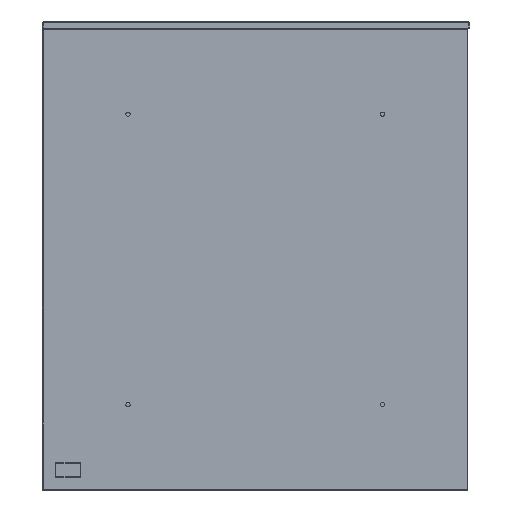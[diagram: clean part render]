
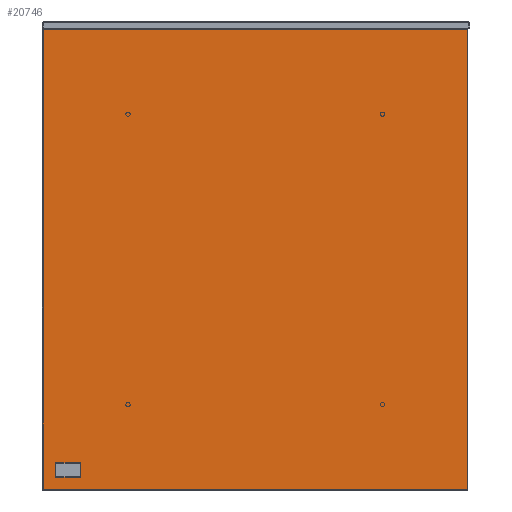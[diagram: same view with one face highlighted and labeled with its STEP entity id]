
A CAD part, left-side view. The second image highlights one B-rep face of the part: STEP entity #20746.
In plain terms, the highlighted planar face has unit normal (-1, 0, 0).
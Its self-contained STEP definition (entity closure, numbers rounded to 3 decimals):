
#20484=CARTESIAN_POINT('',(-4750.693,10231.25,-596.869));
#20485=VERTEX_POINT('',#20484);
#20486=CARTESIAN_POINT('',(-4750.693,10231.25,-59.131));
#20487=VERTEX_POINT('',#20486);
#20488=CARTESIAN_POINT('',(-4750.693,10231.25,-596.869));
#20489=DIRECTION('',(0.0,0.0,1.0));
#20490=VECTOR('',#20489,537.737);
#20491=LINE('',#20488,#20490);
#20492=EDGE_CURVE('',#20485,#20487,#20491,.T.);
#20515=CARTESIAN_POINT('',(-4750.693,10230.919,-58.8));
#20516=VERTEX_POINT('',#20515);
#20517=CARTESIAN_POINT('',(-4750.693,10231.25,-59.131));
#20518=DIRECTION('',(0.0,-0.707,0.707));
#20519=VECTOR('',#20518,0.469);
#20520=LINE('',#20517,#20519);
#20521=EDGE_CURVE('',#20487,#20516,#20520,.T.);
#20539=CARTESIAN_POINT('',(-4750.693,9735.181,-58.8));
#20540=VERTEX_POINT('',#20539);
#20541=CARTESIAN_POINT('',(-4750.693,10230.919,-58.8));
#20542=DIRECTION('',(0.0,-1.0,0.0));
#20543=VECTOR('',#20542,495.737);
#20544=LINE('',#20541,#20543);
#20545=EDGE_CURVE('',#20516,#20540,#20544,.T.);
#20572=CARTESIAN_POINT('',(-4750.693,9734.85,-59.131));
#20573=VERTEX_POINT('',#20572);
#20574=CARTESIAN_POINT('',(-4750.693,9735.181,-58.8));
#20575=DIRECTION('',(0.0,-0.707,-0.707));
#20576=VECTOR('',#20575,0.469);
#20577=LINE('',#20574,#20576);
#20578=EDGE_CURVE('',#20540,#20573,#20577,.T.);
#20603=CARTESIAN_POINT('',(-4750.693,9734.85,-596.869));
#20604=VERTEX_POINT('',#20603);
#20605=CARTESIAN_POINT('',(-4750.693,9734.85,-59.131));
#20606=DIRECTION('',(0.0,0.0,-1.0));
#20607=VECTOR('',#20606,537.737);
#20608=LINE('',#20605,#20607);
#20609=EDGE_CURVE('',#20573,#20604,#20608,.T.);
#20634=CARTESIAN_POINT('',(-4750.693,9735.181,-597.2));
#20635=VERTEX_POINT('',#20634);
#20636=CARTESIAN_POINT('',(-4750.693,9734.85,-596.869));
#20637=DIRECTION('',(0.0,0.707,-0.707));
#20638=VECTOR('',#20637,0.469);
#20639=LINE('',#20636,#20638);
#20640=EDGE_CURVE('',#20604,#20635,#20639,.T.);
#20663=CARTESIAN_POINT('',(-4750.693,10230.919,-597.2));
#20664=VERTEX_POINT('',#20663);
#20665=CARTESIAN_POINT('',(-4750.693,9735.181,-597.2));
#20666=DIRECTION('',(0.0,1.0,0.0));
#20667=VECTOR('',#20666,495.737);
#20668=LINE('',#20665,#20667);
#20669=EDGE_CURVE('',#20635,#20664,#20668,.T.);
#20687=CARTESIAN_POINT('',(-4750.693,10230.919,-597.2));
#20688=DIRECTION('',(0.0,0.707,0.707));
#20689=VECTOR('',#20688,0.469);
#20690=LINE('',#20687,#20689);
#20691=EDGE_CURVE('',#20664,#20485,#20690,.T.);
#20731=CARTESIAN_POINT('',(-4750.693,9983.05,-597.201));
#20732=DIRECTION('',(-1.0,0.0,0.0));
#20733=DIRECTION('',(0.0,0.0,1.0));
#20734=AXIS2_PLACEMENT_3D('',#20731,#20732,#20733);
#20735=PLANE('',#20734);
#20736=ORIENTED_EDGE('',*,*,#20492,.F.);
#20737=ORIENTED_EDGE('',*,*,#20691,.F.);
#20738=ORIENTED_EDGE('',*,*,#20669,.F.);
#20739=ORIENTED_EDGE('',*,*,#20640,.F.);
#20740=ORIENTED_EDGE('',*,*,#20609,.F.);
#20741=ORIENTED_EDGE('',*,*,#20578,.F.);
#20742=ORIENTED_EDGE('',*,*,#20545,.F.);
#20743=ORIENTED_EDGE('',*,*,#20521,.F.);
#20744=EDGE_LOOP('',(#20736,#20737,#20738,#20739,#20740,#20741,#20742,#20743));
#20745=FACE_OUTER_BOUND('',#20744,.T.);
#20746=ADVANCED_FACE('',(#20745),#20735,.T.);
